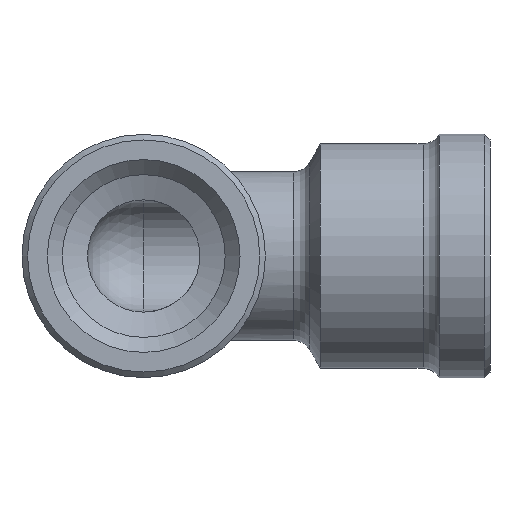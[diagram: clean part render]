
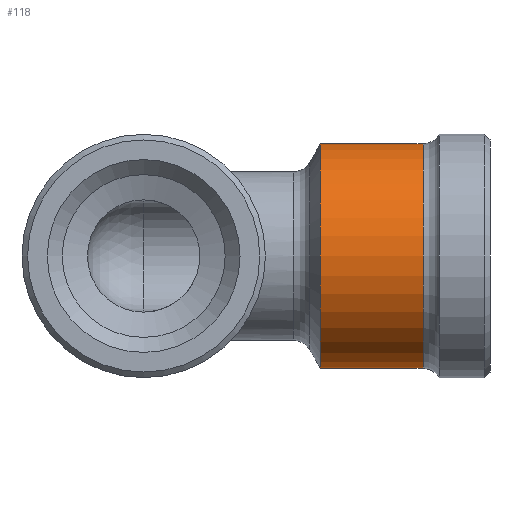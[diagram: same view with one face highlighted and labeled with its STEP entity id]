
A CAD part, front view. The second image highlights one B-rep face of the part: STEP entity #118.
In plain terms, the highlighted cylindrical face has radius 6 mm (diameter 12 mm), a full revolution.
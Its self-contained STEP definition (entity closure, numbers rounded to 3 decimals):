
#118 = ADVANCED_FACE( 'NONE', ( #252, #253 ), #254, .T. );
#252 = FACE_OUTER_BOUND( '', #430, .T. );
#253 = FACE_OUTER_BOUND( '', #431, .T. );
#254 = CYLINDRICAL_SURFACE( '', #432, 6. );
#430 = EDGE_LOOP( '', ( #888 ) );
#431 = EDGE_LOOP( '', ( #889 ) );
#432 = AXIS2_PLACEMENT_3D( '', #890, #891, #892 );
#888 = ORIENTED_EDGE( '', *, *, #1236, .T. );
#889 = ORIENTED_EDGE( '', *, *, #1237, .T. );
#890 = CARTESIAN_POINT( '', ( -5.648, 0., 0. ) );
#891 = DIRECTION( '', ( 1., 0., 0. ) );
#892 = DIRECTION( '', ( 0., 0., 1. ) );
#1236 = EDGE_CURVE( 'NONE', #1483, #1483, #1484, .T. );
#1237 = EDGE_CURVE( 'NONE', #1485, #1485, #1486, .T. );
#1483 = VERTEX_POINT( '', #1947 );
#1484 = CIRCLE( '', #1948, 6. );
#1485 = VERTEX_POINT( '', #1949 );
#1486 = CIRCLE( '', #1950, 6. );
#1947 = CARTESIAN_POINT( '', ( 9.443, 0., -6. ) );
#1948 = AXIS2_PLACEMENT_3D( '', #2260, #2261, #2262 );
#1949 = CARTESIAN_POINT( '', ( 14.923, 0., 6. ) );
#1950 = AXIS2_PLACEMENT_3D( '', #2263, #2264, #2265 );
#2260 = CARTESIAN_POINT( '', ( 9.443, 0., 0. ) );
#2261 = DIRECTION( '', ( 1., 0., 0. ) );
#2262 = DIRECTION( '', ( 0., 0., -1. ) );
#2263 = CARTESIAN_POINT( '', ( 14.923, 0., 0. ) );
#2264 = DIRECTION( '', ( -1., 0., 0. ) );
#2265 = DIRECTION( '', ( 0., 0., 1. ) );
